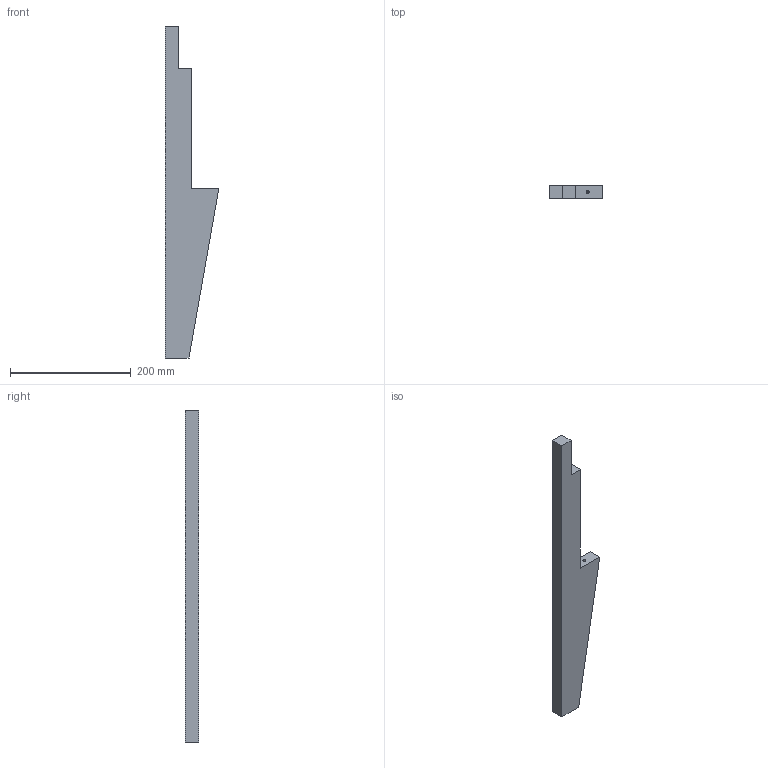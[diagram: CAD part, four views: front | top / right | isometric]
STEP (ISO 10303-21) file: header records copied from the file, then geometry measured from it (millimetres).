
FILE_DESCRIPTION (( 'STEP AP203' ), '1' );
FILE_NAME ('SupportEau1 v7_Default_sldprt.STEP', '2017-11-16T18:06:41', ( '' ), ( '' ), 'SwSTEP 2.0', 'SolidWorks 2013', '' );
FILE_SCHEMA (( 'CONFIG_CONTROL_DESIGN' ));
Length unit declared in the file: millimetre
Products named in the file (1): SupportEau1 v7_Default_sldprt
Bounding box: 89 x 22 x 550 mm (x, y, z)
Surface area: 168119.4 mm2
Topology: 2 solids, 2 shells, 28 faces, 68 edges, 42 vertices
Faces by surface type: plane 20, cone 4, cylinder 4
Entity records: 855 total; most frequent: CARTESIAN_POINT 135, DIRECTION 130, ORIENTED_EDGE 128, EDGE_CURVE 64, LINE 56, VECTOR 56, VERTEX_POINT 42, AXIS2_PLACEMENT_3D 37
